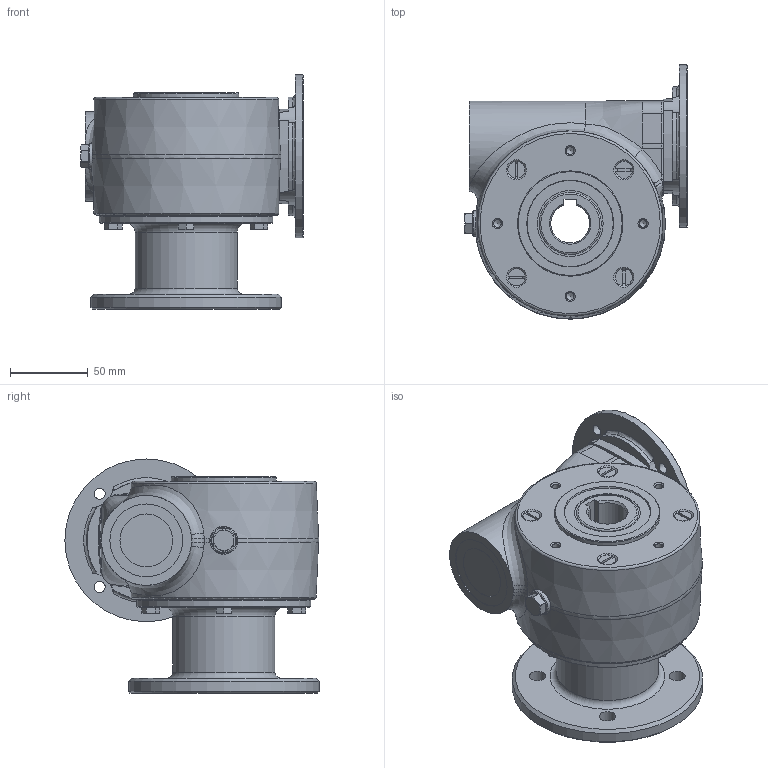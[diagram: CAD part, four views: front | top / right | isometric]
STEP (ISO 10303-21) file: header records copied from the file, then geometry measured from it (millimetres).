
FILE_DESCRIPTION( ( 'Unknown' ), '1' );
FILE_NAME( 'E432D1D175219B69DFF6324DDECEE6DA.3d.stp', 'Unknown', ( 'Unknown' ), ( 'Unknown' ), 'PSStep 10.1', 'Unknown', ' ' );
FILE_SCHEMA( ( 'AUTOMOTIVE_DESIGN { 1 0 10303 214 1 1 1 1 }' ) );
Length unit declared in the file: millimetre
Products named in the file (1): N508800
Bounding box: 143.5 x 164 x 151 mm (x, y, z)
Volume: 1256263 mm3; surface area: 138156.6 mm2
Topology: 1 solids, 13 shells, 443 faces, 1039 edges, 662 vertices
Faces by surface type: plane 167, cone 108, cylinder 104, torus 34, bspline 30
Full cylindrical faces by diameter (mm): 4.917 x22, 6 x4, 6.5 x4, 7 x4, 8.9 x4, 10 x4, 10.5 x4, 11 x4, 16.662 x1, 18 x1, 30 x1, 34 x1, 40 x1, 42.5 x2, 47 x1, 55 x1, 56 x1, 66 x1, 68 x2, 70 x2, 105 x1, 112 x1, 123 x1
Entity records: 18513 total; most frequent: CARTESIAN_POINT 6147, DIRECTION 1786, ORIENTED_EDGE 1626, EDGE_CURVE 813, AXIS2_PLACEMENT_3D 787, EDGE_LOOP 654, VERTEX_POINT 597, FACE_OUTER_BOUND 531
